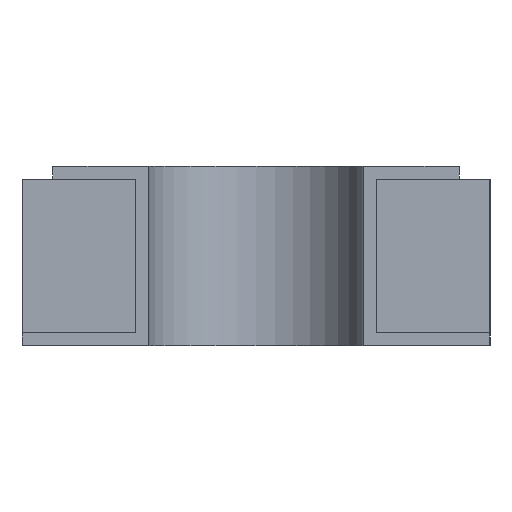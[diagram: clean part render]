
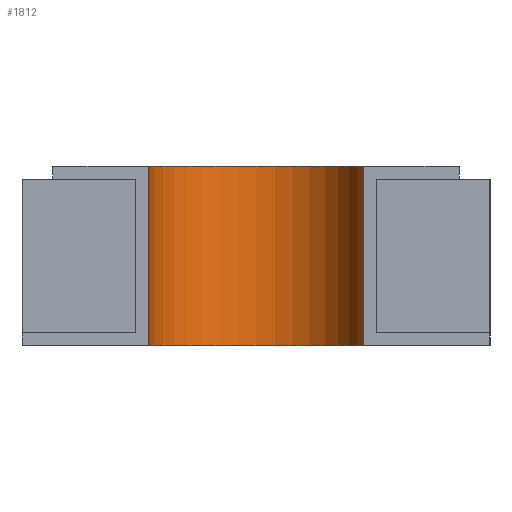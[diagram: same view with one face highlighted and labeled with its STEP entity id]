
A CAD part, left-side view. The second image highlights one B-rep face of the part: STEP entity #1812.
In plain terms, the highlighted cylindrical face has radius 0.35 mm (diameter 0.7 mm), a partial arc.
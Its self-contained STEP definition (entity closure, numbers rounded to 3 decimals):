
#25 = CARTESIAN_POINT ( 'NONE',  ( -1.587, 0.35, 0.5 ) ) ;
#176 = LINE ( 'NONE', #25, #1571 ) ;
#228 = CARTESIAN_POINT ( 'NONE',  ( -1.587, -0.35, 0.542 ) ) ;
#316 = CARTESIAN_POINT ( 'NONE',  ( -1.587, 0., 0.542 ) ) ;
#461 = DIRECTION ( 'NONE',  ( 0., 0., -1. ) ) ;
#480 = CIRCLE ( 'NONE', #716, 0.35 ) ;
#517 = CYLINDRICAL_SURFACE ( 'NONE', #1509, 0.35 ) ;
#553 = FACE_OUTER_BOUND ( 'NONE', #1117, .T. ) ;
#645 = DIRECTION ( 'NONE',  ( 0., 0., 1. ) ) ;
#671 = VERTEX_POINT ( 'NONE', #1885 ) ;
#716 = AXIS2_PLACEMENT_3D ( 'NONE', #1105, #1115, #1848 ) ;
#735 = ORIENTED_EDGE ( 'NONE', *, *, #1734, .F. ) ;
#787 = DIRECTION ( 'NONE',  ( 0., 1., 0. ) ) ;
#811 = ORIENTED_EDGE ( 'NONE', *, *, #1154, .T. ) ;
#819 = VERTEX_POINT ( 'NONE', #1672 ) ;
#864 = DIRECTION ( 'NONE',  ( 0., 0., 1. ) ) ;
#865 = DIRECTION ( 'NONE',  ( 0., 1., 0. ) ) ;
#919 = EDGE_CURVE ( 'NONE', #819, #1218, #1694, .T. ) ;
#1025 = ORIENTED_EDGE ( 'NONE', *, *, #919, .F. ) ;
#1092 = CARTESIAN_POINT ( 'NONE',  ( -1.587, 0., 0.5 ) ) ;
#1105 = CARTESIAN_POINT ( 'NONE',  ( -1.587, 0., -0.042 ) ) ;
#1115 = DIRECTION ( 'NONE',  ( 0., 0., 1. ) ) ;
#1117 = EDGE_LOOP ( 'NONE', ( #811, #1025, #1138, #735 ) ) ;
#1137 = VECTOR ( 'NONE', #864, 1000. ) ;
#1138 = ORIENTED_EDGE ( 'NONE', *, *, #1849, .F. ) ;
#1154 = EDGE_CURVE ( 'NONE', #1231, #1218, #1588, .T. ) ;
#1218 = VERTEX_POINT ( 'NONE', #228 ) ;
#1231 = VERTEX_POINT ( 'NONE', #1781 ) ;
#1262 = AXIS2_PLACEMENT_3D ( 'NONE', #316, #461, #865 ) ;
#1303 = CARTESIAN_POINT ( 'NONE',  ( -1.587, -0.35, 0.5 ) ) ;
#1509 = AXIS2_PLACEMENT_3D ( 'NONE', #1092, #1761, #787 ) ;
#1571 = VECTOR ( 'NONE', #645, 1000. ) ;
#1588 = LINE ( 'NONE', #1303, #1137 ) ;
#1672 = CARTESIAN_POINT ( 'NONE',  ( -1.587, 0.35, 0.542 ) ) ;
#1694 = CIRCLE ( 'NONE', #1262, 0.35 ) ;
#1734 = EDGE_CURVE ( 'NONE', #1231, #671, #480, .T. ) ;
#1761 = DIRECTION ( 'NONE',  ( 0., 0., 1. ) ) ;
#1781 = CARTESIAN_POINT ( 'NONE',  ( -1.587, -0.35, -0.042 ) ) ;
#1812 = ADVANCED_FACE ( 'NONE', ( #553 ), #517, .F. ) ;
#1848 = DIRECTION ( 'NONE',  ( 0., 1., 0. ) ) ;
#1849 = EDGE_CURVE ( 'NONE', #671, #819, #176, .T. ) ;
#1885 = CARTESIAN_POINT ( 'NONE',  ( -1.587, 0.35, -0.042 ) ) ;
